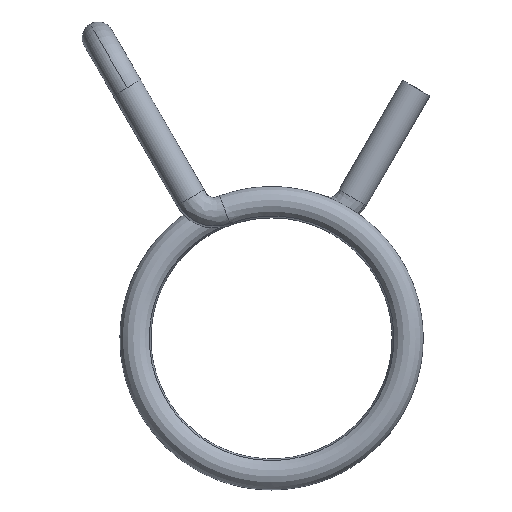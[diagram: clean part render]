
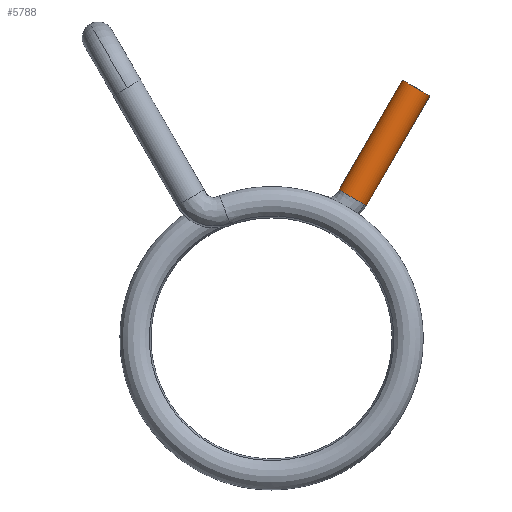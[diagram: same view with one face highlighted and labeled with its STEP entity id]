
A CAD part, top view. The second image highlights one B-rep face of the part: STEP entity #5788.
In plain terms, the highlighted cylindrical face has radius 0.75 mm (diameter 1.5 mm), a partial arc.
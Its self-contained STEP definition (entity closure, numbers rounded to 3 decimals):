
#410 = DIRECTION ( 'NONE',  ( 0.5, 0.866, 0. ) ) ;
#439 = FACE_OUTER_BOUND ( 'NONE', #5972, .T. ) ;
#588 = CARTESIAN_POINT ( 'NONE',  ( 3.194, 7.032, 0.8 ) ) ;
#694 = CARTESIAN_POINT ( 'NONE',  ( 7.5, 11.49, 0.8 ) ) ;
#744 = CIRCLE ( 'NONE', #3886, 0.75 ) ;
#1148 = EDGE_CURVE ( 'NONE', #4230, #6928, #6568, .T. ) ;
#1177 = DIRECTION ( 'NONE',  ( 0.5, 0.866, 0. ) ) ;
#1350 = DIRECTION ( 'NONE',  ( -0.73, 0.422, -0.537 ) ) ;
#2012 = CARTESIAN_POINT ( 'NONE',  ( 6.85, 11.865, 0.8 ) ) ;
#2329 = DIRECTION ( 'NONE',  ( 0.5, 0.866, 0. ) ) ;
#2340 = VERTEX_POINT ( 'NONE', #694 ) ;
#2757 = VECTOR ( 'NONE', #410, 1000. ) ;
#2772 = LINE ( 'NONE', #5630, #2757 ) ;
#2896 = ORIENTED_EDGE ( 'NONE', *, *, #1148, .F. ) ;
#3128 = CIRCLE ( 'NONE', #6653, 0.75 ) ;
#3159 = DIRECTION ( 'NONE',  ( 0.5, 0.866, 0. ) ) ;
#3171 = DIRECTION ( 'NONE',  ( 0.5, 0.866, 0. ) ) ;
#3466 = DIRECTION ( 'NONE',  ( -0.73, 0.422, -0.537 ) ) ;
#3886 = AXIS2_PLACEMENT_3D ( 'NONE', #4238, #3159, #7296 ) ;
#3901 = EDGE_CURVE ( 'NONE', #4230, #7373, #4536, .T. ) ;
#4037 = VECTOR ( 'NONE', #1177, 1000. ) ;
#4073 = CARTESIAN_POINT ( 'NONE',  ( 3.843, 6.657, 0.8 ) ) ;
#4146 = AXIS2_PLACEMENT_3D ( 'NONE', #7609, #2329, #7744 ) ;
#4229 = VERTEX_POINT ( 'NONE', #5409 ) ;
#4230 = VERTEX_POINT ( 'NONE', #6096 ) ;
#4238 = CARTESIAN_POINT ( 'NONE',  ( 3.843, 6.657, 0.8 ) ) ;
#4536 = CIRCLE ( 'NONE', #5138, 0.75 ) ;
#4588 = ORIENTED_EDGE ( 'NONE', *, *, #3901, .T. ) ;
#4772 = EDGE_CURVE ( 'NONE', #7373, #4229, #744, .T. ) ;
#4951 = ORIENTED_EDGE ( 'NONE', *, *, #6895, .F. ) ;
#5138 = AXIS2_PLACEMENT_3D ( 'NONE', #4073, #7060, #3466 ) ;
#5212 = CYLINDRICAL_SURFACE ( 'NONE', #4146, 0.75 ) ;
#5409 = CARTESIAN_POINT ( 'NONE',  ( 4.489, 6.284, 0.8 ) ) ;
#5554 = CARTESIAN_POINT ( 'NONE',  ( 6.2, 12.24, 0.8 ) ) ;
#5630 = CARTESIAN_POINT ( 'NONE',  ( 4.493, 6.282, 0.8 ) ) ;
#5788 = ADVANCED_FACE ( 'NONE', ( #439 ), #5212, .T. ) ;
#5972 = EDGE_LOOP ( 'NONE', ( #6083, #6113, #4951, #2896, #4588 ) ) ;
#6083 = ORIENTED_EDGE ( 'NONE', *, *, #4772, .T. ) ;
#6096 = CARTESIAN_POINT ( 'NONE',  ( 3.198, 7.03, 0.8 ) ) ;
#6113 = ORIENTED_EDGE ( 'NONE', *, *, #7036, .T. ) ;
#6568 = LINE ( 'NONE', #588, #4037 ) ;
#6653 = AXIS2_PLACEMENT_3D ( 'NONE', #2012, #3171, #1350 ) ;
#6895 = EDGE_CURVE ( 'NONE', #6928, #2340, #3128, .T. ) ;
#6928 = VERTEX_POINT ( 'NONE', #5554 ) ;
#7036 = EDGE_CURVE ( 'NONE', #4229, #2340, #2772, .T. ) ;
#7060 = DIRECTION ( 'NONE',  ( 0.5, 0.866, 0. ) ) ;
#7296 = DIRECTION ( 'NONE',  ( -0.73, 0.422, -0.537 ) ) ;
#7300 = CARTESIAN_POINT ( 'NONE',  ( 4.391, 6.341, 1.203 ) ) ;
#7373 = VERTEX_POINT ( 'NONE', #7300 ) ;
#7609 = CARTESIAN_POINT ( 'NONE',  ( 3.843, 6.657, 0.8 ) ) ;
#7744 = DIRECTION ( 'NONE',  ( -0.866, 0.5, 0. ) ) ;
